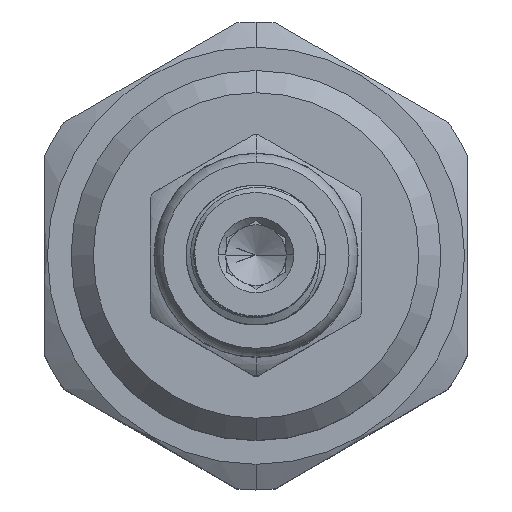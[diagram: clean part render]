
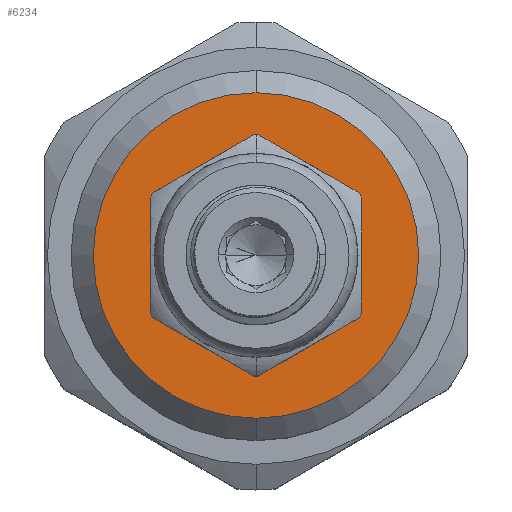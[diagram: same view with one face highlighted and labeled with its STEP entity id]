
A CAD part, top view. The second image highlights one B-rep face of the part: STEP entity #6234.
In plain terms, the highlighted planar face has unit normal (0, 0, 1).
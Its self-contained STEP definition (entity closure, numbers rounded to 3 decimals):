
#144 = CARTESIAN_POINT ( 'NONE',  ( 0., 11., 0. ) ) ;
#939 = AXIS2_PLACEMENT_3D ( 'NONE', #6968, #2975, #8204 ) ;
#1532 = CIRCLE ( 'NONE', #1995, 6.875 ) ;
#1791 = VERTEX_POINT ( 'NONE', #11714 ) ;
#1995 = AXIS2_PLACEMENT_3D ( 'NONE', #7135, #3098, #13586 ) ;
#2313 = FACE_BOUND ( 'NONE', #12518, .T. ) ;
#2326 = CARTESIAN_POINT ( 'NONE',  ( 0., 0., 0. ) ) ;
#2948 = CIRCLE ( 'NONE', #10883, 11. ) ;
#2975 = DIRECTION ( 'NONE',  ( 0., 0., -1. ) ) ;
#2994 = ORIENTED_EDGE ( 'NONE', *, *, #6323, .T. ) ;
#3098 = DIRECTION ( 'NONE',  ( 0., 0., -1. ) ) ;
#3304 = VERTEX_POINT ( 'NONE', #11004 ) ;
#3623 = DIRECTION ( 'NONE',  ( 0., 0., 1. ) ) ;
#3664 = PLANE ( 'NONE',  #6268 ) ;
#4624 = ORIENTED_EDGE ( 'NONE', *, *, #14810, .T. ) ;
#4669 = EDGE_LOOP ( 'NONE', ( #2994, #10998 ) ) ;
#4899 = DIRECTION ( 'NONE',  ( 0., 1., 0. ) ) ;
#5127 = EDGE_CURVE ( 'NONE', #1791, #13593, #1532, .T. ) ;
#5421 = AXIS2_PLACEMENT_3D ( 'NONE', #2326, #3623, #4899 ) ;
#5590 = FACE_OUTER_BOUND ( 'NONE', #4669, .T. ) ;
#6234 = ADVANCED_FACE ( 'NONE', ( #2313, #5590 ), #3664, .T. ) ;
#6268 = AXIS2_PLACEMENT_3D ( 'NONE', #15483, #12755, #7606 ) ;
#6323 = EDGE_CURVE ( 'NONE', #3304, #9257, #2948, .T. ) ;
#6968 = CARTESIAN_POINT ( 'NONE',  ( 0., 0., 0. ) ) ;
#7135 = CARTESIAN_POINT ( 'NONE',  ( 0., 0., 0. ) ) ;
#7606 = DIRECTION ( 'NONE',  ( 0., 1., 0. ) ) ;
#8204 = DIRECTION ( 'NONE',  ( 0., -1., 0. ) ) ;
#9257 = VERTEX_POINT ( 'NONE', #144 ) ;
#9340 = DIRECTION ( 'NONE',  ( 0., 1., 0. ) ) ;
#10622 = CARTESIAN_POINT ( 'NONE',  ( 0., 0., 0. ) ) ;
#10883 = AXIS2_PLACEMENT_3D ( 'NONE', #10622, #11847, #9340 ) ;
#10998 = ORIENTED_EDGE ( 'NONE', *, *, #15255, .T. ) ;
#11004 = CARTESIAN_POINT ( 'NONE',  ( 0., -11., 0. ) ) ;
#11344 = CARTESIAN_POINT ( 'NONE',  ( 0., 6.875, 0. ) ) ;
#11714 = CARTESIAN_POINT ( 'NONE',  ( 0., -6.875, 0. ) ) ;
#11847 = DIRECTION ( 'NONE',  ( 0., 0., 1. ) ) ;
#12518 = EDGE_LOOP ( 'NONE', ( #4624, #13751 ) ) ;
#12755 = DIRECTION ( 'NONE',  ( 0., 0., 1. ) ) ;
#13148 = CIRCLE ( 'NONE', #939, 6.875 ) ;
#13586 = DIRECTION ( 'NONE',  ( 0., -1., 0. ) ) ;
#13593 = VERTEX_POINT ( 'NONE', #11344 ) ;
#13751 = ORIENTED_EDGE ( 'NONE', *, *, #5127, .T. ) ;
#14550 = CIRCLE ( 'NONE', #5421, 11. ) ;
#14810 = EDGE_CURVE ( 'NONE', #13593, #1791, #13148, .T. ) ;
#15255 = EDGE_CURVE ( 'NONE', #9257, #3304, #14550, .T. ) ;
#15483 = CARTESIAN_POINT ( 'NONE',  ( 0., 0., 0. ) ) ;
